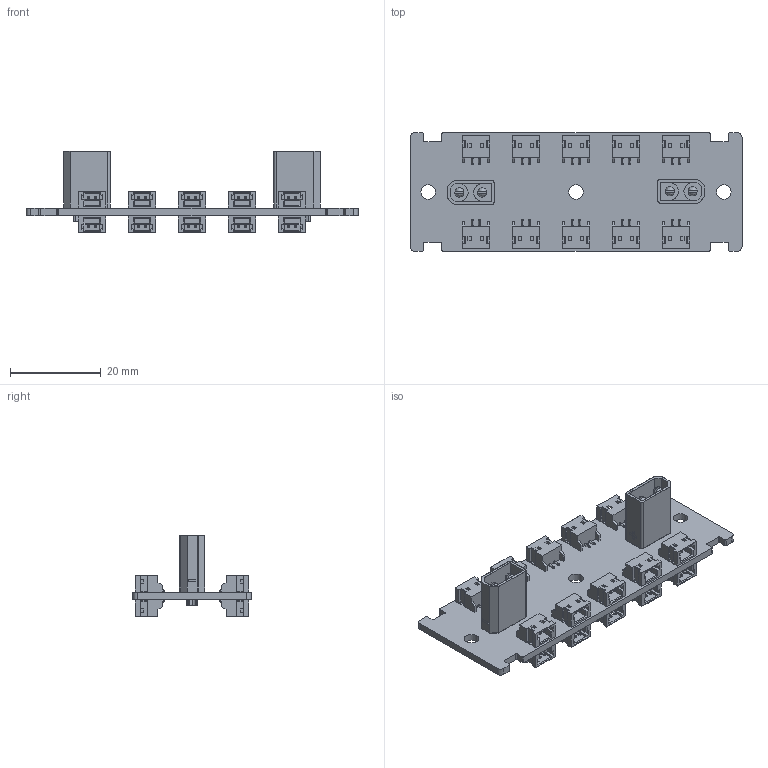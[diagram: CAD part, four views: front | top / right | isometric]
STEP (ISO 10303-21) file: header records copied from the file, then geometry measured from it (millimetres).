
FILE_DESCRIPTION(('KiCad electronic assembly'),'2;1');
FILE_NAME('MateLightPowerSupplyPcb-3D-Model.step','2022-10-03T18:48:31', ('Pcbnew'),('Kicad'),'Open CASCADE STEP processor 7.5', 'KiCad to STEP converter','Unknown');
FILE_SCHEMA(('AUTOMOTIVE_DESIGN { 1 0 10303 214 1 1 1 1 }'));
Length unit declared in the file: millimetre
Products named in the file (6): MateLightPowerSupplyPcb-3D-Model 1; S2B-ZR-SM4A-TF_LF__SN_; COMPOUND; XT30-male; SOLID; MateLightPowerSupplyPcb PCB
Assembly tree (25 placements, depth 3):
  MateLightPowerSupplyPcb-3D-Model 1
    S2B-ZR-SM4A-TF_LF__SN_  x20
      COMPOUND
    XT30-male  x2
      SOLID
    MateLightPowerSupplyPcb PCB
Bounding box: 73 x 26 x 17.9 mm (x, y, z)
Volume: 5006 mm3; surface area: 10840.3 mm2
Topology: 143 solids, 143 shells, 2537 faces, 6489 edges, 4110 vertices
Faces by surface type: bspline 2488, cylinder 27, plane 22
Full cylindrical faces by diameter (mm): 2.7 x4, 3.2 x3
Entity records: 24756 total; most frequent: CARTESIAN_POINT 11762, B_SPLINE_CURVE_WITH_KNOTS 1758, ORIENTED_EDGE 1658, PCURVE 1658, DEFINITIONAL_REPRESENTATION 1658, EDGE_CURVE 829, SURFACE_CURVE 822, DIRECTION 573
